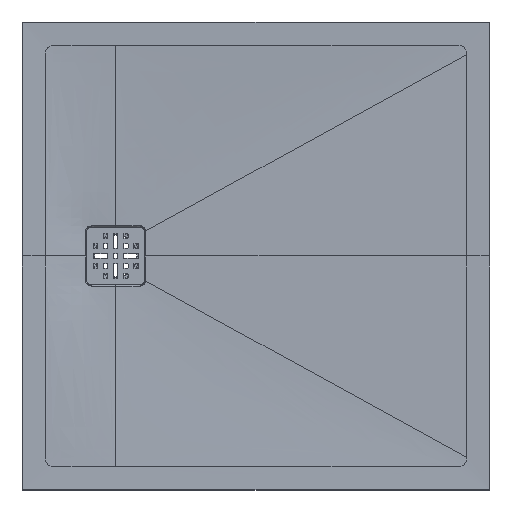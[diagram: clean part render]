
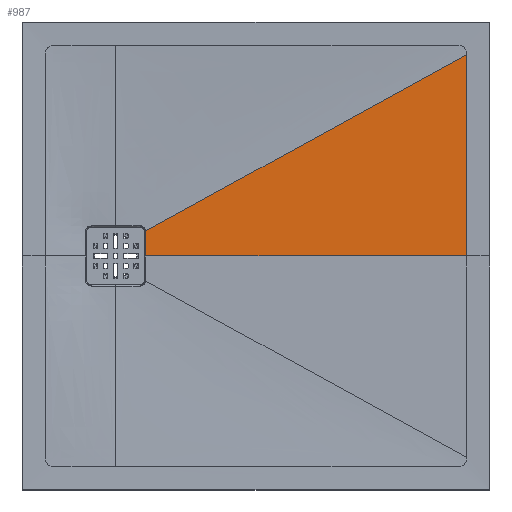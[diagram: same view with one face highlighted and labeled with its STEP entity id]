
A CAD part, top view. The second image highlights one B-rep face of the part: STEP entity #987.
In plain terms, the highlighted planar face has unit normal (-0.02, 0, 1).
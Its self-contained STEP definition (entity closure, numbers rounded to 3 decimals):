
#287=B_SPLINE_CURVE_WITH_KNOTS('',3,(#17482,#17483,#17484,#17485),
 .UNSPECIFIED.,.F.,.F.,(4,4),(0.,1.),.UNSPECIFIED.);
#288=B_SPLINE_CURVE_WITH_KNOTS('',3,(#17492,#17493,#17494,#17495),
 .UNSPECIFIED.,.F.,.F.,(4,4),(0.,1.),.UNSPECIFIED.);
#289=B_SPLINE_CURVE_WITH_KNOTS('',3,(#17497,#17498,#17499,#17500),
 .UNSPECIFIED.,.F.,.F.,(4,4),(0.,1.),.UNSPECIFIED.);
#688=FACE_OUTER_BOUND('',#1494,.T.);
#987=ADVANCED_FACE('',(#688),#1212,.F.);
#1212=PLANE('',#5925);
#1494=EDGE_LOOP('',(#2906,#2907,#2908,#2909,#2910));
#2906=ORIENTED_EDGE('',*,*,#4604,.T.);
#2907=ORIENTED_EDGE('',*,*,#4605,.T.);
#2908=ORIENTED_EDGE('',*,*,#4606,.T.);
#2909=ORIENTED_EDGE('',*,*,#4607,.T.);
#2910=ORIENTED_EDGE('',*,*,#4608,.T.);
#3916=VERTEX_POINT('',#17486);
#3917=VERTEX_POINT('',#17487);
#3918=VERTEX_POINT('',#17489);
#3919=VERTEX_POINT('',#17491);
#3920=VERTEX_POINT('',#17496);
#4604=EDGE_CURVE('',#3916,#3917,#287,.T.);
#4605=EDGE_CURVE('',#3917,#3918,#5190,.T.);
#4606=EDGE_CURVE('',#3918,#3919,#5191,.T.);
#4607=EDGE_CURVE('',#3919,#3920,#288,.T.);
#4608=EDGE_CURVE('',#3920,#3916,#289,.T.);
#5190=LINE('',#17488,#5570);
#5191=LINE('',#17490,#5571);
#5570=VECTOR('',#7060,1.);
#5571=VECTOR('',#7061,1.);
#5925=AXIS2_PLACEMENT_3D('',#17501,#7062,#7063);
#7060=DIRECTION('',(0.,-1.,0.));
#7061=DIRECTION('',(1.,0.,0.02));
#7062=DIRECTION('',(0.02,0.,-1.));
#7063=DIRECTION('',(0.,1.,0.));
#17482=CARTESIAN_POINT('',(64.225,53.447,15.035));
#17483=CARTESIAN_POINT('',(64.251,53.132,15.036));
#17484=CARTESIAN_POINT('',(64.263,52.816,15.036));
#17485=CARTESIAN_POINT('',(64.263,52.5,15.036));
#17486=CARTESIAN_POINT('',(64.225,53.447,15.035));
#17487=CARTESIAN_POINT('',(64.263,52.5,15.036));
#17488=CARTESIAN_POINT('',(64.263,0.,15.036));
#17489=CARTESIAN_POINT('',(64.263,0.,15.036));
#17490=CARTESIAN_POINT('',(750.,0.,29.));
#17491=CARTESIAN_POINT('',(750.,0.,29.));
#17492=CARTESIAN_POINT('',(750.,0.,29.));
#17493=CARTESIAN_POINT('',(750.,143.333,29.));
#17494=CARTESIAN_POINT('',(750.,286.667,29.));
#17495=CARTESIAN_POINT('',(750.,430.,29.));
#17496=CARTESIAN_POINT('',(750.,430.,29.));
#17497=CARTESIAN_POINT('',(750.,430.,29.));
#17498=CARTESIAN_POINT('',(521.408,304.482,24.345));
#17499=CARTESIAN_POINT('',(292.817,178.965,19.69));
#17500=CARTESIAN_POINT('',(64.225,53.447,15.035));
#17501=CARTESIAN_POINT('',(475.,113.7,23.4));
